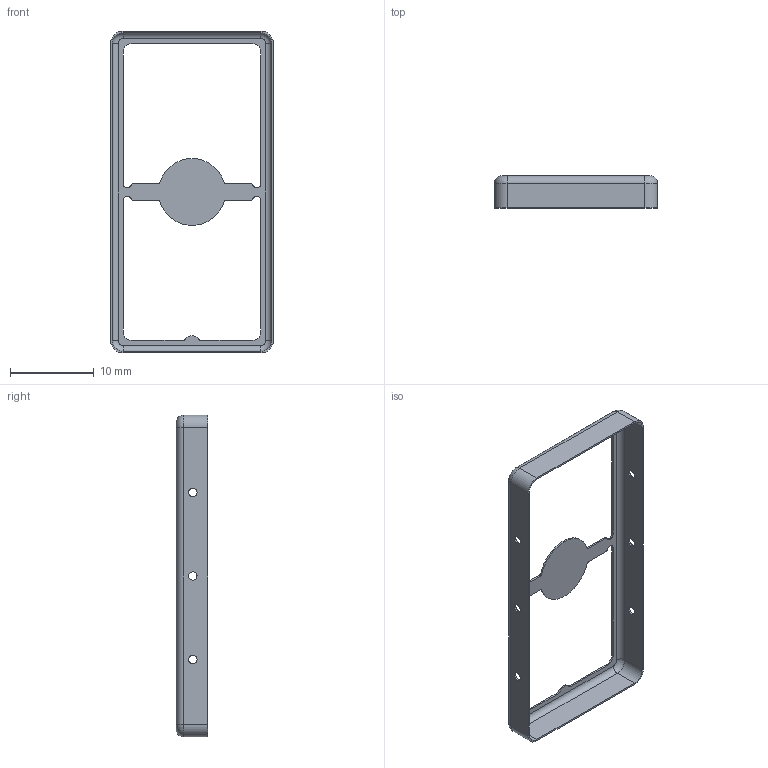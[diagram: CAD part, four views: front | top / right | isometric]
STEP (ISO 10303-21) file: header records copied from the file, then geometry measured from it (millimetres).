
FILE_DESCRIPTION (( 'STEP AP203' ), '1' );
FILE_NAME ('MS385-10F.step', '2021-07-06T10:16:07', ( '' ), ( '' ), 'SwSTEP 2.0', 'SolidWorks 2021', '' );
FILE_SCHEMA (( 'CONFIG_CONTROL_DESIGN' ));
Length unit declared in the file: millimetre
Products named in the file (1): MS385-10F
Bounding box: 19.5 x 3.8 x 38.5 mm (x, y, z)
Volume: 118.6 mm3; surface area: 1239.9 mm2
Topology: 1 solids, 1 shells, 90 faces, 232 edges, 144 vertices
Faces by surface type: cylinder 53, plane 29, torus 8
Entity records: 2863 total; most frequent: DIRECTION 528, CARTESIAN_POINT 467, ORIENTED_EDGE 464, EDGE_CURVE 232, AXIS2_PLACEMENT_3D 205, VERTEX_POINT 144, VECTOR 118, LINE 118
